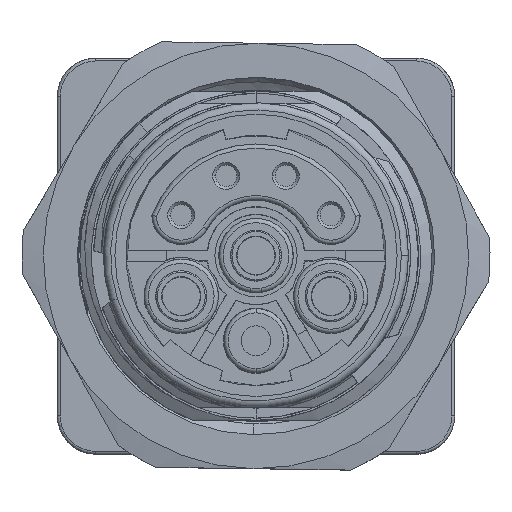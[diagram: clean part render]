
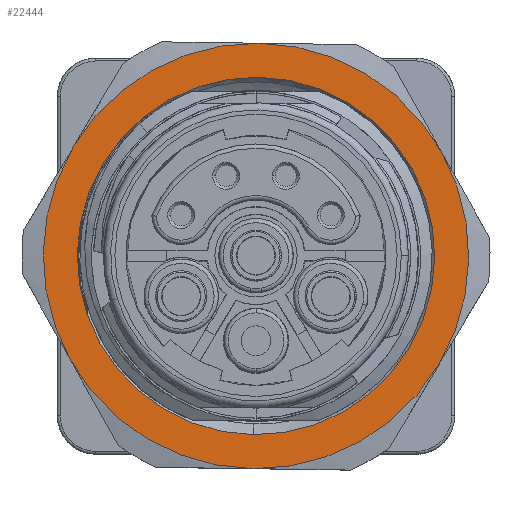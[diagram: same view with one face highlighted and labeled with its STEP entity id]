
A CAD part, top view. The second image highlights one B-rep face of the part: STEP entity #22444.
In plain terms, the highlighted planar face has unit normal (0, 0, 1).
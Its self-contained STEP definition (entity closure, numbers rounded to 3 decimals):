
#3047=CARTESIAN_POINT('',(0.213,14.998,25.3));
#3096=CARTESIAN_POINT('',(13.095,7.315,25.3));
#3172=CARTESIAN_POINT('',(-13.095,-7.315,
25.3));
#3196=CARTESIAN_POINT('',(0.,0.,25.3));
#3197=DIRECTION('',(0.,0.,1.));
#3198=DIRECTION('',(0.859,-0.512,0.));
#3199=AXIS2_PLACEMENT_3D('',#3196,#3197,#3198);
#3201=CARTESIAN_POINT('',(0.,0.,25.3));
#3202=DIRECTION('',(0.,0.,1.));
#3203=DIRECTION('',(-0.014,-1.,0.));
#3204=AXIS2_PLACEMENT_3D('',#3201,#3202,#3203);
#3206=CARTESIAN_POINT('',(0.,0.,25.3));
#3207=DIRECTION('',(0.,0.,1.));
#3208=DIRECTION('',(-0.873,-0.488,0.));
#3209=AXIS2_PLACEMENT_3D('',#3206,#3207,#3208);
#3211=CARTESIAN_POINT('',(0.,0.,25.3));
#3212=DIRECTION('',(0.,0.,1.));
#3213=DIRECTION('',(-0.859,0.512,0.));
#3214=AXIS2_PLACEMENT_3D('',#3211,#3212,#3213);
#3216=CARTESIAN_POINT('',(0.,0.,25.3));
#3217=DIRECTION('',(0.,0.,1.));
#3218=DIRECTION('',(0.014,1.,0.));
#3219=AXIS2_PLACEMENT_3D('',#3216,#3217,#3218);
#3221=CARTESIAN_POINT('',(0.,0.,25.3));
#3222=DIRECTION('',(0.,0.,1.));
#3223=DIRECTION('',(0.873,0.488,0.));
#3224=AXIS2_PLACEMENT_3D('',#3221,#3222,#3223);
#3226=CARTESIAN_POINT('',(0.,0.,25.3));
#3227=DIRECTION('',(0.,0.,-1.));
#3228=DIRECTION('',(-0.014,-1.,0.));
#3229=AXIS2_PLACEMENT_3D('',#3226,#3227,#3228);
#3231=CARTESIAN_POINT('',(0.,0.,25.3));
#3232=DIRECTION('',(0.,0.,-1.));
#3233=DIRECTION('',(0.014,1.,0.));
#3234=AXIS2_PLACEMENT_3D('',#3231,#3232,#3233);
#3236=CARTESIAN_POINT('',(12.883,-7.683,25.3));
#3283=CARTESIAN_POINT('',(-0.213,-14.998,
25.3));
#17939=VERTEX_POINT('',#3096);
#17942=VERTEX_POINT('',#3236);
#17944=VERTEX_POINT('',#3047);
#17948=CARTESIAN_POINT('',(-12.883,7.683,25.3));
#17949=VERTEX_POINT('',#17948);
#17952=VERTEX_POINT('',#3172);
#17956=VERTEX_POINT('',#3283);
#17962=CARTESIAN_POINT('',(-0.178,-12.599,
25.3));
#17963=CARTESIAN_POINT('',(0.178,12.599,25.3));
#17964=VERTEX_POINT('',#17962);
#17965=VERTEX_POINT('',#17963);
#22425=CARTESIAN_POINT('',(0.,0.,25.3));
#22426=DIRECTION('',(0.,0.,1.));
#22427=DIRECTION('',(-0.014,-1.,0.));
#22428=AXIS2_PLACEMENT_3D('',#22425,#22426,#22427);
#22429=PLANE('',#22428);
#22430=ORIENTED_EDGE('',*,*,#22315,.F.);
#22432=ORIENTED_EDGE('',*,*,#22431,.F.);
#22434=ORIENTED_EDGE('',*,*,#22433,.F.);
#22435=ORIENTED_EDGE('',*,*,#22408,.F.);
#22436=ORIENTED_EDGE('',*,*,#22219,.F.);
#22437=ORIENTED_EDGE('',*,*,#22256,.F.);
#22438=EDGE_LOOP('',(#22430,#22432,#22434,#22435,#22436,#22437));
#22439=FACE_OUTER_BOUND('',#22438,.F.);
#22440=ORIENTED_EDGE('',*,*,#21655,.F.);
#22441=ORIENTED_EDGE('',*,*,#21485,.F.);
#22442=EDGE_LOOP('',(#22440,#22441));
#22443=FACE_BOUND('',#22442,.F.);
#22444=ADVANCED_FACE('',(#22439,#22443),#22429,.T.);
#3200=CIRCLE('',#3199,15.);
#3205=CIRCLE('',#3204,15.);
#3210=CIRCLE('',#3209,15.);
#3215=CIRCLE('',#3214,15.);
#3220=CIRCLE('',#3219,15.);
#3225=CIRCLE('',#3224,15.);
#3230=CIRCLE('',#3229,12.6);
#3235=CIRCLE('',#3234,12.6);
#21485=EDGE_CURVE('',#17965,#17964,#3235,.T.);
#21655=EDGE_CURVE('',#17964,#17965,#3230,.T.);
#22219=EDGE_CURVE('',#17944,#17949,#3220,.T.);
#22256=EDGE_CURVE('',#17939,#17944,#3225,.T.);
#22315=EDGE_CURVE('',#17942,#17939,#3200,.T.);
#22408=EDGE_CURVE('',#17949,#17952,#3215,.T.);
#22431=EDGE_CURVE('',#17956,#17942,#3205,.T.);
#22433=EDGE_CURVE('',#17952,#17956,#3210,.T.);
